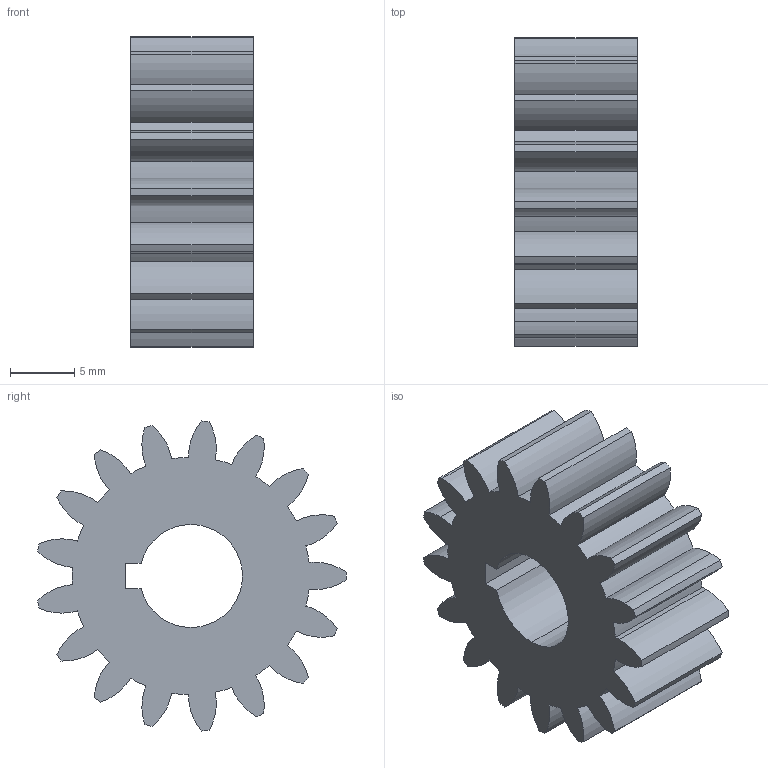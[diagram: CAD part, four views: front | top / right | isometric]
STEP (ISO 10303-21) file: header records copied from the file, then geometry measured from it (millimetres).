
FILE_DESCRIPTION (( 'STEP AP214' ), '1' );
FILE_NAME ('am-2357 17 Tooth, 20 dp, Spur Gear.STEP', '2014-08-21T20:21:07', ( '' ), ( '' ), 'SwSTEP 2.0', 'SolidWorks 2014', '' );
FILE_SCHEMA (( 'AUTOMOTIVE_DESIGN' ));
Length unit declared in the file: inch
Products named in the file (1): am-2357 17 Tooth, 20 dp, Spur Gear
Bounding box: 9.53 x 23.98 x 24.07 mm (x, y, z)
Volume: 2832.5 mm3; surface area: 2158.2 mm2
Topology: 1 solids, 1 shells, 80 faces, 234 edges, 156 vertices
Faces by surface type: cylinder 75, plane 5
Entity records: 2792 total; most frequent: DIRECTION 546, CARTESIAN_POINT 471, ORIENTED_EDGE 468, EDGE_CURVE 234, AXIS2_PLACEMENT_3D 231, VERTEX_POINT 156, CIRCLE 150, VECTOR 84
